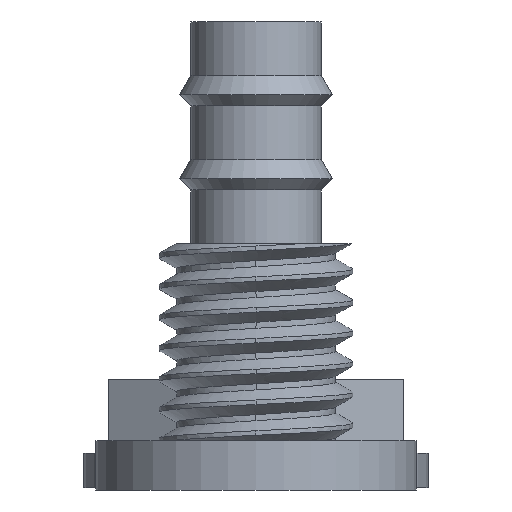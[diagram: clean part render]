
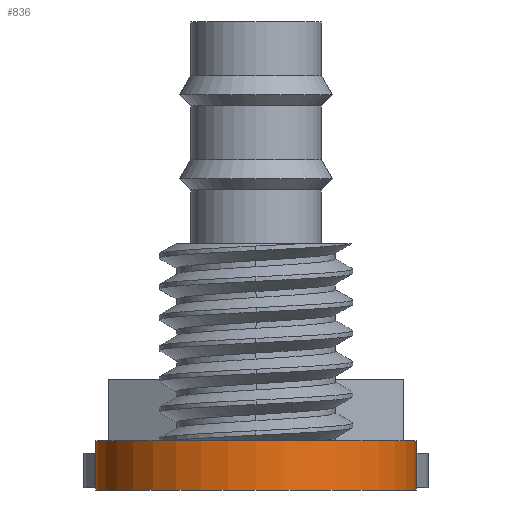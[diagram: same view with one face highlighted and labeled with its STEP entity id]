
A CAD part, left-side view. The second image highlights one B-rep face of the part: STEP entity #836.
In plain terms, the highlighted cylindrical face has radius 6.5 mm (diameter 13 mm), a full revolution.
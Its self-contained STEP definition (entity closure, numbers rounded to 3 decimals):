
#63=FACE_OUTER_BOUND('',#115,.T.);
#115=EDGE_LOOP('',(#632,#633,#634,#635));
#158=CIRCLE('',#904,6.5);
#160=CIRCLE('',#907,6.5);
#245=LINE('',#2406,#293);
#293=VECTOR('',#1016,6.5);
#362=VERTEX_POINT('',#2399);
#364=VERTEX_POINT('',#2404);
#461=EDGE_CURVE('',#362,#362,#158,.T.);
#463=EDGE_CURVE('',#364,#364,#160,.T.);
#464=EDGE_CURVE('',#364,#362,#245,.T.);
#632=ORIENTED_EDGE('',*,*,#463,.F.);
#633=ORIENTED_EDGE('',*,*,#464,.T.);
#634=ORIENTED_EDGE('',*,*,#461,.T.);
#635=ORIENTED_EDGE('',*,*,#464,.F.);
#803=CYLINDRICAL_SURFACE('',#906,6.5);
#836=ADVANCED_FACE('',(#63),#803,.T.);
#904=AXIS2_PLACEMENT_3D('',#2400,#1008,#1009);
#906=AXIS2_PLACEMENT_3D('',#2403,#1012,#1013);
#907=AXIS2_PLACEMENT_3D('',#2405,#1014,#1015);
#1008=DIRECTION('center_axis',(0.,0.,1.));
#1009=DIRECTION('ref_axis',(1.,0.,0.));
#1012=DIRECTION('center_axis',(0.,0.,1.));
#1013=DIRECTION('ref_axis',(1.,0.,0.));
#1014=DIRECTION('center_axis',(0.,0.,1.));
#1015=DIRECTION('ref_axis',(1.,0.,0.));
#1016=DIRECTION('',(0.,0.,-1.));
#2399=CARTESIAN_POINT('',(-6.5,0.,0.));
#2400=CARTESIAN_POINT('Origin',(0.,0.,0.));
#2403=CARTESIAN_POINT('Origin',(0.,0.,1.));
#2404=CARTESIAN_POINT('',(-6.5,0.,2.));
#2405=CARTESIAN_POINT('Origin',(0.,0.,2.));
#2406=CARTESIAN_POINT('',(-6.5,0.,1.));
